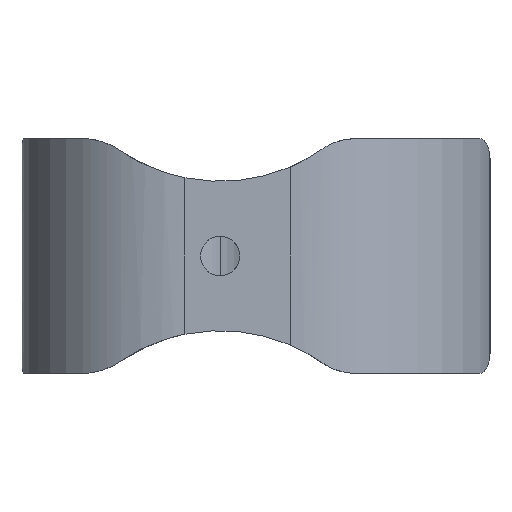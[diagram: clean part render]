
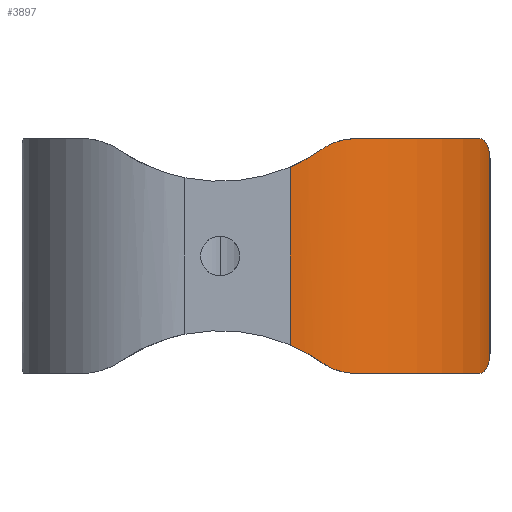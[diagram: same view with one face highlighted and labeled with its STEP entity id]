
A CAD part, left-side view. The second image highlights one B-rep face of the part: STEP entity #3897.
In plain terms, the highlighted cylindrical face has radius 22.225 mm (diameter 44.45 mm), a partial arc.
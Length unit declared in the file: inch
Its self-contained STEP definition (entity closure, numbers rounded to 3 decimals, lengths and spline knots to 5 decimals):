
#78 = CARTESIAN_POINT ( 'NONE',  ( 0.03679, -0.54743, 0.495 ) ) ;
#202 = CARTESIAN_POINT ( 'NONE',  ( 0.02978, -0.52272, 0.49135 ) ) ;
#214 = FACE_OUTER_BOUND ( 'NONE', #5483, .T. ) ;
#218 = AXIS2_PLACEMENT_3D ( 'NONE', #3030, #1190, #252 ) ;
#252 = DIRECTION ( 'NONE',  ( 0., 1., 0. ) ) ;
#255 = EDGE_CURVE ( 'NONE', #3392, #5509, #5261, .T. ) ;
#261 = CARTESIAN_POINT ( 'NONE',  ( 0.62951, -1.13489, -0.44331 ) ) ;
#276 = EDGE_CURVE ( 'NONE', #4139, #3324, #1390, .T. ) ;
#317 = CARTESIAN_POINT ( 'NONE',  ( 0.60461, -1.12722, -0.46714 ) ) ;
#326 = B_SPLINE_CURVE_WITH_KNOTS ( 'NONE', 3,
 ( #4114, #4506, #3636, #5427 ),
 .UNSPECIFIED., .F., .F.,
 ( 4, 4 ),
 ( 0., 0.00391 ),
 .UNSPECIFIED. ) ;
#399 = CARTESIAN_POINT ( 'NONE',  ( 0.04096, -0.55989, -0.495 ) ) ;
#446 = CARTESIAN_POINT ( 'NONE',  ( 0.875, -0.295, -0.495 ) ) ;
#482 = EDGE_CURVE ( 'NONE', #4272, #3896, #2622, .T. ) ;
#533 = CARTESIAN_POINT ( 'NONE',  ( 0., -0.295, 0. ) ) ;
#613 = CARTESIAN_POINT ( 'NONE',  ( 0.57554, -1.11723, -0.48417 ) ) ;
#637 = ORIENTED_EDGE ( 'NONE', *, *, #1323, .T. ) ;
#692 = CARTESIAN_POINT ( 'NONE',  ( 0.60479, -1.12728, 0.467 ) ) ;
#803 = EDGE_CURVE ( 'NONE', #1944, #4272, #3398, .T. ) ;
#840 = CIRCLE ( 'NONE', #4263, 0.875 ) ;
#1001 = ORIENTED_EDGE ( 'NONE', *, *, #803, .T. ) ;
#1190 = DIRECTION ( 'NONE',  ( 0., 0., 1. ) ) ;
#1202 = CARTESIAN_POINT ( 'NONE',  ( 0.01036, -0.42927, -0.45 ) ) ;
#1242 = DIRECTION ( 'NONE',  ( 0., 0., 1. ) ) ;
#1315 = CARTESIAN_POINT ( 'NONE',  ( 0.01036, -0.42927, 0.45 ) ) ;
#1323 = EDGE_CURVE ( 'NONE', #4258, #4139, #326, .T. ) ;
#1390 = B_SPLINE_CURVE_WITH_KNOTS ( 'NONE', 3,
 ( #1202, #3706, #4497, #4957, #4180, #3103, #399, #3215 ),
 .UNSPECIFIED., .F., .F.,
 ( 4, 2, 2, 4 ),
 ( 0., 0.00198, 0.00296, 0.00395 ),
 .UNSPECIFIED. ) ;
#1396 = DIRECTION ( 'NONE',  ( 0., 0., -1. ) ) ;
#1487 = CARTESIAN_POINT ( 'NONE',  ( 0.52221, -1.09573, 0.495 ) ) ;
#1574 = CARTESIAN_POINT ( 'NONE',  ( 0.01396, -0.4511, 0.464 ) ) ;
#1615 = CIRCLE ( 'NONE', #218, 0.875 ) ;
#1655 = DIRECTION ( 'NONE',  ( 1., 0., 0. ) ) ;
#1723 = CARTESIAN_POINT ( 'NONE',  ( 0.62182, -1.13262, -0.4519 ) ) ;
#1780 = ORIENTED_EDGE ( 'NONE', *, *, #276, .T. ) ;
#1944 = VERTEX_POINT ( 'NONE', #3380 ) ;
#2009 = AXIS2_PLACEMENT_3D ( 'NONE', #4399, #1242, #1655 ) ;
#2073 = ORIENTED_EDGE ( 'NONE', *, *, #3248, .T. ) ;
#2141 = CARTESIAN_POINT ( 'NONE',  ( 0.04512, -0.57236, 0.495 ) ) ;
#2189 = DIRECTION ( 'NONE',  ( 0., 0., -1. ) ) ;
#2460 = EDGE_CURVE ( 'NONE', #5509, #5294, #4860, .T. ) ;
#2569 = CARTESIAN_POINT ( 'NONE',  ( 0.59531, -1.12416, 0.4736 ) ) ;
#2588 = CARTESIAN_POINT ( 'NONE',  ( 0., -0.295, -0.37545 ) ) ;
#2592 = ORIENTED_EDGE ( 'NONE', *, *, #2460, .T. ) ;
#2622 = LINE ( 'NONE', #3081, #4515 ) ;
#2732 = CARTESIAN_POINT ( 'NONE',  ( 0., -0.295, 0.37545 ) ) ;
#2747 = CARTESIAN_POINT ( 'NONE',  ( 0., -0.295, 0.37545 ) ) ;
#2756 = ORIENTED_EDGE ( 'NONE', *, *, #4884, .T. ) ;
#2769 = CARTESIAN_POINT ( 'NONE',  ( 0.56521, -1.1134, 0.4882 ) ) ;
#2807 = B_SPLINE_CURVE_WITH_KNOTS ( 'NONE', 3,
 ( #4401, #3089, #4887, #692, #2569, #4426, #2769, #3236, #5057, #5084 ),
 .UNSPECIFIED., .F., .F.,
 ( 4, 2, 2, 2, 4 ),
 ( 0., 0.00089, 0.00178, 0.00267, 0.00356 ),
 .UNSPECIFIED. ) ;
#2919 = CARTESIAN_POINT ( 'NONE',  ( 0.54379, -1.10497, -0.49364 ) ) ;
#2942 = CARTESIAN_POINT ( 'NONE',  ( 0.04512, -0.57236, 0.495 ) ) ;
#3030 = CARTESIAN_POINT ( 'NONE',  ( 0.875, -0.295, 0.495 ) ) ;
#3081 = CARTESIAN_POINT ( 'NONE',  ( 0.63625, -1.1368, 0. ) ) ;
#3089 = CARTESIAN_POINT ( 'NONE',  ( 0.62951, -1.13489, 0.44331 ) ) ;
#3103 = CARTESIAN_POINT ( 'NONE',  ( 0.03711, -0.54746, -0.49407 ) ) ;
#3215 = CARTESIAN_POINT ( 'NONE',  ( 0.04512, -0.57236, -0.495 ) ) ;
#3236 = CARTESIAN_POINT ( 'NONE',  ( 0.54383, -1.10499, 0.49364 ) ) ;
#3248 = EDGE_CURVE ( 'NONE', #5294, #4258, #3857, .T. ) ;
#3324 = VERTEX_POINT ( 'NONE', #5786 ) ;
#3326 = EDGE_CURVE ( 'NONE', #3392, #5844, #1615, .T. ) ;
#3380 = CARTESIAN_POINT ( 'NONE',  ( 0.52221, -1.09573, -0.495 ) ) ;
#3391 = CARTESIAN_POINT ( 'NONE',  ( 0.565, -1.11332, -0.48826 ) ) ;
#3392 = VERTEX_POINT ( 'NONE', #2141 ) ;
#3398 = B_SPLINE_CURVE_WITH_KNOTS ( 'NONE', 3,
 ( #4923, #3538, #2919, #3391, #613, #3909, #317, #1723, #261, #5699 ),
 .UNSPECIFIED., .F., .F.,
 ( 4, 2, 2, 2, 4 ),
 ( 0., 0.00089, 0.00178, 0.00267, 0.00356 ),
 .UNSPECIFIED. ) ;
#3500 = CARTESIAN_POINT ( 'NONE',  ( 0.63625, -1.1368, 0.43376 ) ) ;
#3538 = CARTESIAN_POINT ( 'NONE',  ( 0.53306, -1.10051, -0.495 ) ) ;
#3636 = CARTESIAN_POINT ( 'NONE',  ( 0.00385, -0.38733, -0.42073 ) ) ;
#3685 = CARTESIAN_POINT ( 'NONE',  ( 0.00385, -0.38733, 0.42073 ) ) ;
#3706 = CARTESIAN_POINT ( 'NONE',  ( 0.01369, -0.45068, -0.46494 ) ) ;
#3857 = LINE ( 'NONE', #533, #4927 ) ;
#3896 = VERTEX_POINT ( 'NONE', #3500 ) ;
#3897 = ADVANCED_FACE ( 'NONE', ( #214 ), #3946, .T. ) ;
#3909 = CARTESIAN_POINT ( 'NONE',  ( 0.59524, -1.12414, -0.47365 ) ) ;
#3934 = ORIENTED_EDGE ( 'NONE', *, *, #255, .T. ) ;
#3946 = CYLINDRICAL_SURFACE ( 'NONE', #2009, 0.875 ) ;
#3961 = CARTESIAN_POINT ( 'NONE',  ( 0.01203, -0.43997, 0.45747 ) ) ;
#4114 = CARTESIAN_POINT ( 'NONE',  ( 0., -0.295, -0.37545 ) ) ;
#4132 = CARTESIAN_POINT ( 'NONE',  ( 0., -0.34264, 0.39583 ) ) ;
#4139 = VERTEX_POINT ( 'NONE', #4328 ) ;
#4180 = CARTESIAN_POINT ( 'NONE',  ( 0.03004, -0.52268, -0.49033 ) ) ;
#4258 = VERTEX_POINT ( 'NONE', #2588 ) ;
#4263 = AXIS2_PLACEMENT_3D ( 'NONE', #446, #2189, #5131 ) ;
#4272 = VERTEX_POINT ( 'NONE', #4478 ) ;
#4328 = CARTESIAN_POINT ( 'NONE',  ( 0.01036, -0.42927, -0.45 ) ) ;
#4362 = EDGE_CURVE ( 'NONE', #1944, #3324, #840, .T. ) ;
#4399 = CARTESIAN_POINT ( 'NONE',  ( 0.875, -0.295, 0. ) ) ;
#4401 = CARTESIAN_POINT ( 'NONE',  ( 0.63625, -1.1368, 0.43376 ) ) ;
#4426 = CARTESIAN_POINT ( 'NONE',  ( 0.57562, -1.11726, 0.48413 ) ) ;
#4478 = CARTESIAN_POINT ( 'NONE',  ( 0.63625, -1.1368, -0.43376 ) ) ;
#4497 = CARTESIAN_POINT ( 'NONE',  ( 0.01807, -0.47366, -0.47611 ) ) ;
#4506 = CARTESIAN_POINT ( 'NONE',  ( 0., -0.34264, -0.39583 ) ) ;
#4515 = VECTOR ( 'NONE', #5780, 39.37008 ) ;
#4860 = B_SPLINE_CURVE_WITH_KNOTS ( 'NONE', 3,
 ( #1315, #3685, #4132, #2732 ),
 .UNSPECIFIED., .F., .F.,
 ( 4, 4 ),
 ( 0.0006, 0.00451 ),
 .UNSPECIFIED. ) ;
#4884 = EDGE_CURVE ( 'NONE', #3896, #5844, #2807, .T. ) ;
#4887 = CARTESIAN_POINT ( 'NONE',  ( 0.62184, -1.13263, 0.45186 ) ) ;
#4900 = CARTESIAN_POINT ( 'NONE',  ( 0.02104, -0.48613, 0.48 ) ) ;
#4923 = CARTESIAN_POINT ( 'NONE',  ( 0.52221, -1.09573, -0.495 ) ) ;
#4927 = VECTOR ( 'NONE', #1396, 39.37008 ) ;
#4957 = CARTESIAN_POINT ( 'NONE',  ( 0.0268, -0.51026, -0.4875 ) ) ;
#5018 = ORIENTED_EDGE ( 'NONE', *, *, #482, .T. ) ;
#5057 = CARTESIAN_POINT ( 'NONE',  ( 0.53306, -1.10051, 0.495 ) ) ;
#5084 = CARTESIAN_POINT ( 'NONE',  ( 0.52221, -1.09573, 0.495 ) ) ;
#5122 = ORIENTED_EDGE ( 'NONE', *, *, #3326, .F. ) ;
#5131 = DIRECTION ( 'NONE',  ( 0., -1., 0. ) ) ;
#5223 = CARTESIAN_POINT ( 'NONE',  ( 0.01845, -0.47414, 0.47525 ) ) ;
#5261 = B_SPLINE_CURVE_WITH_KNOTS ( 'NONE', 3,
 ( #2942, #78, #202, #4900, #5223, #1574, #3961, #5291 ),
 .UNSPECIFIED., .F., .F.,
 ( 4, 2, 2, 4 ),
 ( 0., 0.00198, 0.00296, 0.00395 ),
 .UNSPECIFIED. ) ;
#5291 = CARTESIAN_POINT ( 'NONE',  ( 0.01036, -0.42927, 0.45 ) ) ;
#5294 = VERTEX_POINT ( 'NONE', #2747 ) ;
#5427 = CARTESIAN_POINT ( 'NONE',  ( 0.01036, -0.42927, -0.45 ) ) ;
#5483 = EDGE_LOOP ( 'NONE', ( #5566, #1001, #5018, #2756, #5122, #3934, #2592, #2073, #637, #1780 ) ) ;
#5509 = VERTEX_POINT ( 'NONE', #5799 ) ;
#5566 = ORIENTED_EDGE ( 'NONE', *, *, #4362, .F. ) ;
#5699 = CARTESIAN_POINT ( 'NONE',  ( 0.63625, -1.1368, -0.43376 ) ) ;
#5780 = DIRECTION ( 'NONE',  ( 0., 0., 1. ) ) ;
#5786 = CARTESIAN_POINT ( 'NONE',  ( 0.04512, -0.57236, -0.495 ) ) ;
#5799 = CARTESIAN_POINT ( 'NONE',  ( 0.01036, -0.42927, 0.45 ) ) ;
#5844 = VERTEX_POINT ( 'NONE', #1487 ) ;
